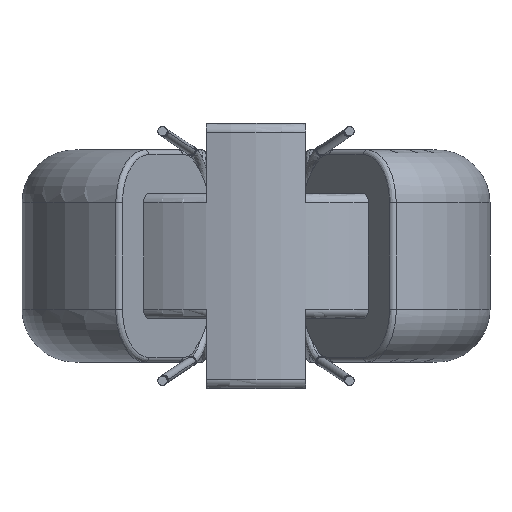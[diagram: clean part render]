
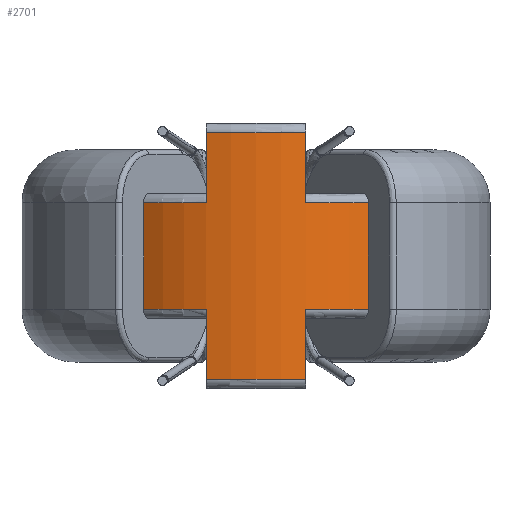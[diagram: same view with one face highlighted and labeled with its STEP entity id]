
A CAD part, front view. The second image highlights one B-rep face of the part: STEP entity #2701.
In plain terms, the highlighted cylindrical face has radius 6.1 mm (diameter 12.2 mm), a partial arc.
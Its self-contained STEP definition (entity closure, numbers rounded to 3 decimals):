
#390 = VERTEX_POINT ( 'NONE', #2658 ) ;
#539 = EDGE_CURVE ( 'NONE', #15959, #13506, #5759, .T. ) ;
#686 = VERTEX_POINT ( 'NONE', #11998 ) ;
#734 = DIRECTION ( 'NONE',  ( 0., 0., -1. ) ) ;
#810 = CIRCLE ( 'NONE', #8791, 6.1 ) ;
#1012 = VECTOR ( 'NONE', #11425, 1000. ) ;
#1127 = ORIENTED_EDGE ( 'NONE', *, *, #9937, .T. ) ;
#1209 = CARTESIAN_POINT ( 'NONE',  ( 3.603, -4.922, 2. ) ) ;
#1717 = ORIENTED_EDGE ( 'NONE', *, *, #5306, .T. ) ;
#2073 = CARTESIAN_POINT ( 'NONE',  ( -1.6, -5.886, -9.5 ) ) ;
#2128 = EDGE_CURVE ( 'NONE', #2840, #686, #13647, .T. ) ;
#2194 = EDGE_CURVE ( 'NONE', #390, #2669, #8921, .T. ) ;
#2274 = DIRECTION ( 'NONE',  ( 0., 0., 1. ) ) ;
#2373 = CARTESIAN_POINT ( 'NONE',  ( -1.6, -5.886, 3.95 ) ) ;
#2655 = AXIS2_PLACEMENT_3D ( 'NONE', #3423, #3270, #7100 ) ;
#2658 = CARTESIAN_POINT ( 'NONE',  ( -3.603, -4.922, 1.7 ) ) ;
#2669 = VERTEX_POINT ( 'NONE', #4673 ) ;
#2701 = ADVANCED_FACE ( 'NONE', ( #6521 ), #14208, .T. ) ;
#2829 = LINE ( 'NONE', #8777, #14319 ) ;
#2840 = VERTEX_POINT ( 'NONE', #13908 ) ;
#2861 = EDGE_CURVE ( 'NONE', #13656, #390, #9465, .T. ) ;
#2953 = CIRCLE ( 'NONE', #14504, 6.1 ) ;
#3077 = CARTESIAN_POINT ( 'NONE',  ( 3.603, -4.922, -1.7 ) ) ;
#3270 = DIRECTION ( 'NONE',  ( 0., 0., 1. ) ) ;
#3274 = ORIENTED_EDGE ( 'NONE', *, *, #539, .T. ) ;
#3303 = CARTESIAN_POINT ( 'NONE',  ( 1.6, -5.886, 1.7 ) ) ;
#3423 = CARTESIAN_POINT ( 'NONE',  ( 0., 0., -3.95 ) ) ;
#3657 = ORIENTED_EDGE ( 'NONE', *, *, #2861, .T. ) ;
#3689 = DIRECTION ( 'NONE',  ( 0., 0., 1. ) ) ;
#3696 = VERTEX_POINT ( 'NONE', #3303 ) ;
#3892 = VECTOR ( 'NONE', #16106, 1000. ) ;
#3912 = DIRECTION ( 'NONE',  ( 0., -1., 0. ) ) ;
#3914 = DIRECTION ( 'NONE',  ( 0., -1., 0. ) ) ;
#3921 = DIRECTION ( 'NONE',  ( 0., 0., -1. ) ) ;
#4416 = CARTESIAN_POINT ( 'NONE',  ( 1.6, -5.886, -9.5 ) ) ;
#4513 = CARTESIAN_POINT ( 'NONE',  ( 0., 0., -1.7 ) ) ;
#4673 = CARTESIAN_POINT ( 'NONE',  ( -3.603, -4.922, -1.7 ) ) ;
#4847 = ORIENTED_EDGE ( 'NONE', *, *, #2128, .F. ) ;
#4926 = AXIS2_PLACEMENT_3D ( 'NONE', #11585, #12577, #3914 ) ;
#5252 = VERTEX_POINT ( 'NONE', #2373 ) ;
#5259 = ORIENTED_EDGE ( 'NONE', *, *, #13042, .T. ) ;
#5306 = EDGE_CURVE ( 'NONE', #5252, #13656, #11083, .T. ) ;
#5542 = EDGE_CURVE ( 'NONE', #2840, #12394, #6377, .T. ) ;
#5663 = CARTESIAN_POINT ( 'NONE',  ( 1.6, -5.886, -3.95 ) ) ;
#5759 = LINE ( 'NONE', #1209, #9714 ) ;
#6012 = ORIENTED_EDGE ( 'NONE', *, *, #10496, .F. ) ;
#6236 = CIRCLE ( 'NONE', #11865, 6.1 ) ;
#6279 = DIRECTION ( 'NONE',  ( 0., 1., 0. ) ) ;
#6335 = CIRCLE ( 'NONE', #4926, 6.1 ) ;
#6377 = CIRCLE ( 'NONE', #2655, 6.1 ) ;
#6400 = DIRECTION ( 'NONE',  ( 0., 0., -1. ) ) ;
#6521 = FACE_OUTER_BOUND ( 'NONE', #11562, .T. ) ;
#6699 = EDGE_CURVE ( 'NONE', #13506, #3696, #6335, .T. ) ;
#6989 = CARTESIAN_POINT ( 'NONE',  ( -3.603, -4.922, 2. ) ) ;
#7100 = DIRECTION ( 'NONE',  ( 0., 1., 0. ) ) ;
#7361 = ORIENTED_EDGE ( 'NONE', *, *, #6699, .T. ) ;
#8613 = CARTESIAN_POINT ( 'NONE',  ( 1.6, -5.886, -1.7 ) ) ;
#8777 = CARTESIAN_POINT ( 'NONE',  ( 1.6, -5.886, 3.5 ) ) ;
#8791 = AXIS2_PLACEMENT_3D ( 'NONE', #14863, #2274, #6279 ) ;
#8860 = AXIS2_PLACEMENT_3D ( 'NONE', #15935, #12018, #15047 ) ;
#8862 = LINE ( 'NONE', #4416, #3892 ) ;
#8921 = LINE ( 'NONE', #6989, #13056 ) ;
#9465 = CIRCLE ( 'NONE', #11888, 6.1 ) ;
#9714 = VECTOR ( 'NONE', #3689, 1000. ) ;
#9901 = VECTOR ( 'NONE', #14670, 1000. ) ;
#9937 = EDGE_CURVE ( 'NONE', #10555, #5252, #6236, .T. ) ;
#9968 = DIRECTION ( 'NONE',  ( 0., 0., -1. ) ) ;
#10368 = CARTESIAN_POINT ( 'NONE',  ( 3.603, -4.922, 1.7 ) ) ;
#10496 = EDGE_CURVE ( 'NONE', #10555, #3696, #2829, .T. ) ;
#10555 = VERTEX_POINT ( 'NONE', #12437 ) ;
#11083 = LINE ( 'NONE', #15183, #1012 ) ;
#11425 = DIRECTION ( 'NONE',  ( 0., 0., -1. ) ) ;
#11447 = ORIENTED_EDGE ( 'NONE', *, *, #2194, .T. ) ;
#11562 = EDGE_LOOP ( 'NONE', ( #11574, #3274, #7361, #6012, #1127, #1717, #3657, #11447, #12837, #4847, #13066, #5259 ) ) ;
#11574 = ORIENTED_EDGE ( 'NONE', *, *, #14823, .T. ) ;
#11585 = CARTESIAN_POINT ( 'NONE',  ( 0., 0., 1.7 ) ) ;
#11592 = DIRECTION ( 'NONE',  ( 0., 1., 0. ) ) ;
#11865 = AXIS2_PLACEMENT_3D ( 'NONE', #12698, #3921, #11592 ) ;
#11888 = AXIS2_PLACEMENT_3D ( 'NONE', #15168, #6400, #3912 ) ;
#11934 = CARTESIAN_POINT ( 'NONE',  ( -1.6, -5.886, 1.7 ) ) ;
#11998 = CARTESIAN_POINT ( 'NONE',  ( -1.6, -5.886, -1.7 ) ) ;
#12018 = DIRECTION ( 'NONE',  ( 0., 0., -1. ) ) ;
#12046 = EDGE_CURVE ( 'NONE', #2669, #686, #2953, .T. ) ;
#12281 = DIRECTION ( 'NONE',  ( 0., 1., 0. ) ) ;
#12394 = VERTEX_POINT ( 'NONE', #5663 ) ;
#12437 = CARTESIAN_POINT ( 'NONE',  ( 1.6, -5.886, 3.95 ) ) ;
#12577 = DIRECTION ( 'NONE',  ( 0., 0., -1. ) ) ;
#12698 = CARTESIAN_POINT ( 'NONE',  ( 0., 0., 3.95 ) ) ;
#12837 = ORIENTED_EDGE ( 'NONE', *, *, #12046, .T. ) ;
#13042 = EDGE_CURVE ( 'NONE', #12394, #14128, #8862, .T. ) ;
#13056 = VECTOR ( 'NONE', #734, 1000. ) ;
#13066 = ORIENTED_EDGE ( 'NONE', *, *, #5542, .T. ) ;
#13462 = DIRECTION ( 'NONE',  ( 0., 0., 1. ) ) ;
#13506 = VERTEX_POINT ( 'NONE', #10368 ) ;
#13647 = LINE ( 'NONE', #2073, #9901 ) ;
#13656 = VERTEX_POINT ( 'NONE', #11934 ) ;
#13908 = CARTESIAN_POINT ( 'NONE',  ( -1.6, -5.886, -3.95 ) ) ;
#14128 = VERTEX_POINT ( 'NONE', #8613 ) ;
#14208 = CYLINDRICAL_SURFACE ( 'NONE', #8860, 6.1 ) ;
#14319 = VECTOR ( 'NONE', #9968, 1000. ) ;
#14504 = AXIS2_PLACEMENT_3D ( 'NONE', #4513, #13462, #12281 ) ;
#14670 = DIRECTION ( 'NONE',  ( 0., 0., 1. ) ) ;
#14823 = EDGE_CURVE ( 'NONE', #14128, #15959, #810, .T. ) ;
#14863 = CARTESIAN_POINT ( 'NONE',  ( 0., 0., -1.7 ) ) ;
#15047 = DIRECTION ( 'NONE',  ( 0., 1., 0. ) ) ;
#15168 = CARTESIAN_POINT ( 'NONE',  ( 0., 0., 1.7 ) ) ;
#15183 = CARTESIAN_POINT ( 'NONE',  ( -1.6, -5.886, 3.5 ) ) ;
#15935 = CARTESIAN_POINT ( 'NONE',  ( 0., 0., 2. ) ) ;
#15959 = VERTEX_POINT ( 'NONE', #3077 ) ;
#16106 = DIRECTION ( 'NONE',  ( 0., 0., 1. ) ) ;
